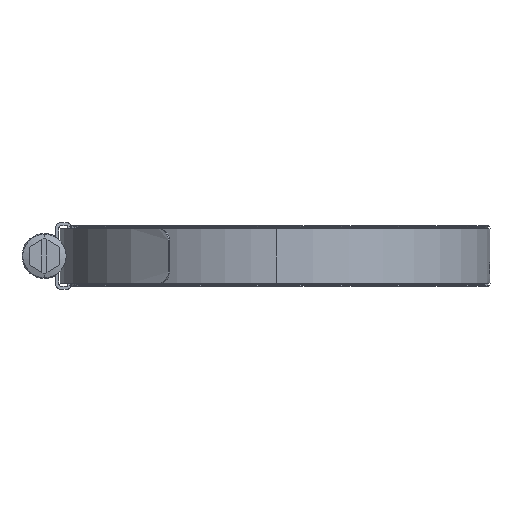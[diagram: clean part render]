
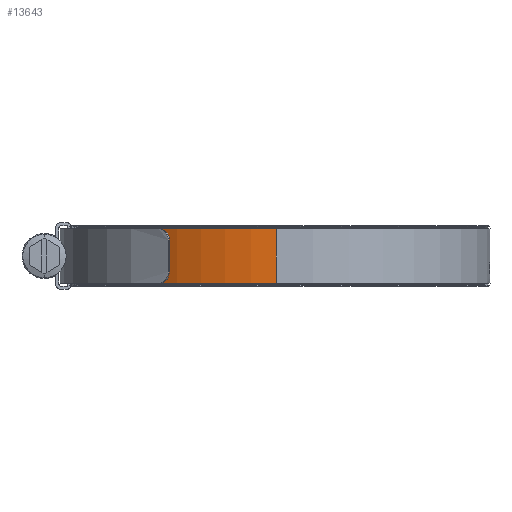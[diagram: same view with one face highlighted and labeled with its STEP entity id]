
A CAD part, left-side view. The second image highlights one B-rep face of the part: STEP entity #13643.
In plain terms, the highlighted cylindrical face has radius 55.6 mm (diameter 111.2 mm), a partial arc.
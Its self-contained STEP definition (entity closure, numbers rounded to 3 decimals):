
#162 = CARTESIAN_POINT ( 'NONE',  ( 0., 0., -7.135 ) ) ;
#1566 = CARTESIAN_POINT ( 'NONE',  ( 0., 55.6, 7.135 ) ) ;
#1702 = AXIS2_PLACEMENT_3D ( 'NONE', #162, #3497, #12258 ) ;
#1709 = EDGE_CURVE ( 'NONE', #2561, #13148, #6051, .T. ) ;
#2372 = LINE ( 'NONE', #10667, #9279 ) ;
#2561 = VERTEX_POINT ( 'NONE', #1566 ) ;
#2637 = CARTESIAN_POINT ( 'NONE',  ( 0., 0., 7.135 ) ) ;
#2647 = EDGE_LOOP ( 'NONE', ( #11264, #13588, #13604, #13546 ) ) ;
#3497 = DIRECTION ( 'NONE',  ( 0., 0., 1. ) ) ;
#3578 = AXIS2_PLACEMENT_3D ( 'NONE', #2637, #6010, #13377 ) ;
#4969 = AXIS2_PLACEMENT_3D ( 'NONE', #9169, #12077, #13401 ) ;
#5983 = EDGE_CURVE ( 'NONE', #13148, #11559, #2372, .T. ) ;
#6010 = DIRECTION ( 'NONE',  ( 0., 0., 1. ) ) ;
#6051 = CIRCLE ( 'NONE', #3578, 55.6 ) ;
#7059 = CYLINDRICAL_SURFACE ( 'NONE', #4969, 55.6 ) ;
#8058 = CARTESIAN_POINT ( 'NONE',  ( 0., 55.6, 7.135 ) ) ;
#8270 = LINE ( 'NONE', #8058, #11037 ) ;
#9169 = CARTESIAN_POINT ( 'NONE',  ( 0., 0., 7.135 ) ) ;
#9279 = VECTOR ( 'NONE', #12850, 1000. ) ;
#9318 = CARTESIAN_POINT ( 'NONE',  ( 0., 55.6, -7.135 ) ) ;
#9433 = EDGE_CURVE ( 'NONE', #11917, #11559, #11938, .T. ) ;
#9639 = EDGE_CURVE ( 'NONE', #2561, #11917, #8270, .T. ) ;
#10188 = FACE_OUTER_BOUND ( 'NONE', #2647, .T. ) ;
#10296 = CARTESIAN_POINT ( 'NONE',  ( -55.6, 0., -7.135 ) ) ;
#10667 = CARTESIAN_POINT ( 'NONE',  ( -55.6, 0., 7.135 ) ) ;
#10795 = CARTESIAN_POINT ( 'NONE',  ( -55.6, 0., 7.135 ) ) ;
#11037 = VECTOR ( 'NONE', #12536, 1000. ) ;
#11264 = ORIENTED_EDGE ( 'NONE', *, *, #5983, .F. ) ;
#11559 = VERTEX_POINT ( 'NONE', #10296 ) ;
#11917 = VERTEX_POINT ( 'NONE', #9318 ) ;
#11938 = CIRCLE ( 'NONE', #1702, 55.6 ) ;
#12077 = DIRECTION ( 'NONE',  ( 0., 0., -1. ) ) ;
#12258 = DIRECTION ( 'NONE',  ( 1., 0., 0. ) ) ;
#12536 = DIRECTION ( 'NONE',  ( 0., 0., -1. ) ) ;
#12850 = DIRECTION ( 'NONE',  ( 0., 0., -1. ) ) ;
#13148 = VERTEX_POINT ( 'NONE', #10795 ) ;
#13377 = DIRECTION ( 'NONE',  ( 1., 0., 0. ) ) ;
#13401 = DIRECTION ( 'NONE',  ( -1., 0., 0. ) ) ;
#13546 = ORIENTED_EDGE ( 'NONE', *, *, #9433, .T. ) ;
#13588 = ORIENTED_EDGE ( 'NONE', *, *, #1709, .F. ) ;
#13604 = ORIENTED_EDGE ( 'NONE', *, *, #9639, .T. ) ;
#13643 = ADVANCED_FACE ( 'NONE', ( #10188 ), #7059, .T. ) ;
